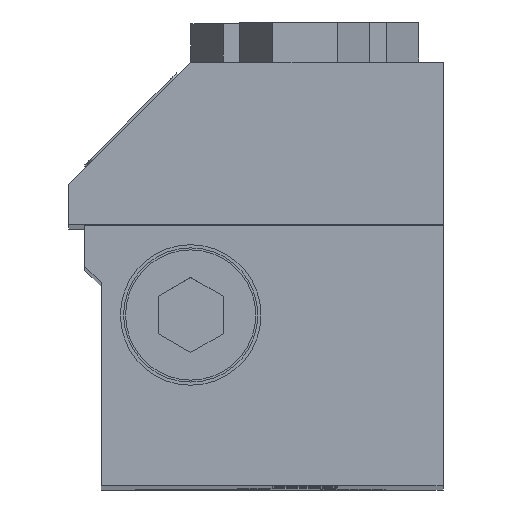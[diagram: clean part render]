
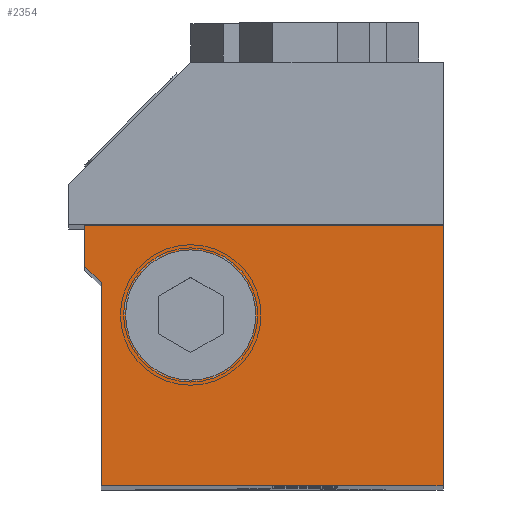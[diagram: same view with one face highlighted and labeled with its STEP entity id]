
A CAD part, top view. The second image highlights one B-rep face of the part: STEP entity #2354.
In plain terms, the highlighted planar face has unit normal (0, 0, 1).
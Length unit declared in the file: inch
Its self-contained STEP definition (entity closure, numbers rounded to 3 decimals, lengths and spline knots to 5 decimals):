
#638=CARTESIAN_POINT('',(-0.31246,0.66735,9.0));
#639=VERTEX_POINT('',#638);
#640=CARTESIAN_POINT('',(1.06254,0.66735,9.0));
#641=VERTEX_POINT('',#640);
#642=CARTESIAN_POINT('',(-0.31246,0.66735,9.0));
#643=DIRECTION('',(1.0,0.0,0.0));
#644=VECTOR('',#643,1.375);
#645=LINE('',#642,#644);
#646=EDGE_CURVE('',#639,#641,#645,.T.);
#1532=CARTESIAN_POINT('',(0.34379,0.3236,9.0));
#1533=VERTEX_POINT('',#1532);
#1534=CARTESIAN_POINT('',(0.09379,0.3236,9.0));
#1535=DIRECTION('',(0.0,0.0,-1.0));
#1536=DIRECTION('',(1.0,0.0,0.0));
#1537=AXIS2_PLACEMENT_3D('',#1534,#1535,#1536);
#1538=CIRCLE('',#1537,0.25);
#1539=EDGE_CURVE('',#1533,#1533,#1538,.T.);
#2170=CARTESIAN_POINT('',(1.06254,-0.33265,9.0));
#2171=VERTEX_POINT('',#2170);
#2172=CARTESIAN_POINT('',(1.06254,0.66735,9.0));
#2173=DIRECTION('',(0.0,-1.0,0.0));
#2174=VECTOR('',#2173,1.0);
#2175=LINE('',#2172,#2174);
#2176=EDGE_CURVE('',#641,#2171,#2175,.T.);
#2201=CARTESIAN_POINT('',(-0.24996,-0.33265,9.0));
#2202=VERTEX_POINT('',#2201);
#2203=CARTESIAN_POINT('',(1.06254,-0.33265,9.0));
#2204=DIRECTION('',(-1.0,0.0,0.0));
#2205=VECTOR('',#2204,1.3125);
#2206=LINE('',#2203,#2205);
#2207=EDGE_CURVE('',#2171,#2202,#2206,.T.);
#2259=CARTESIAN_POINT('',(-0.24996,0.4486,9.0));
#2260=VERTEX_POINT('',#2259);
#2261=CARTESIAN_POINT('',(-0.24996,-0.33265,9.0));
#2262=DIRECTION('',(0.0,1.0,0.0));
#2263=VECTOR('',#2262,0.78125);
#2264=LINE('',#2261,#2263);
#2265=EDGE_CURVE('',#2202,#2260,#2264,.T.);
#2290=CARTESIAN_POINT('',(-0.31246,0.5111,9.0));
#2291=VERTEX_POINT('',#2290);
#2292=CARTESIAN_POINT('',(-0.24996,0.4486,9.0));
#2293=DIRECTION('',(-0.707,0.707,0.0));
#2294=VECTOR('',#2293,0.08839);
#2295=LINE('',#2292,#2294);
#2296=EDGE_CURVE('',#2260,#2291,#2295,.T.);
#2321=CARTESIAN_POINT('',(-0.31246,0.5111,9.0));
#2322=DIRECTION('',(0.0,1.0,0.0));
#2323=VECTOR('',#2322,0.15625);
#2324=LINE('',#2321,#2323);
#2325=EDGE_CURVE('',#2291,#639,#2324,.T.);
#2338=CARTESIAN_POINT('',(0.39092,0.1757,9.0));
#2339=DIRECTION('',(0.0,0.0,1.0));
#2340=DIRECTION('',(1.0,0.0,0.0));
#2341=AXIS2_PLACEMENT_3D('',#2338,#2339,#2340);
#2342=PLANE('',#2341);
#2343=ORIENTED_EDGE('',*,*,#2176,.F.);
#2344=ORIENTED_EDGE('',*,*,#646,.F.);
#2345=ORIENTED_EDGE('',*,*,#2325,.F.);
#2346=ORIENTED_EDGE('',*,*,#2296,.F.);
#2347=ORIENTED_EDGE('',*,*,#2265,.F.);
#2348=ORIENTED_EDGE('',*,*,#2207,.F.);
#2349=EDGE_LOOP('',(#2343,#2344,#2345,#2346,#2347,#2348));
#2350=FACE_OUTER_BOUND('',#2349,.T.);
#2351=ORIENTED_EDGE('',*,*,#1539,.T.);
#2352=EDGE_LOOP('',(#2351));
#2353=FACE_BOUND('',#2352,.T.);
#2354=ADVANCED_FACE('',(#2350,#2353),#2342,.T.);
